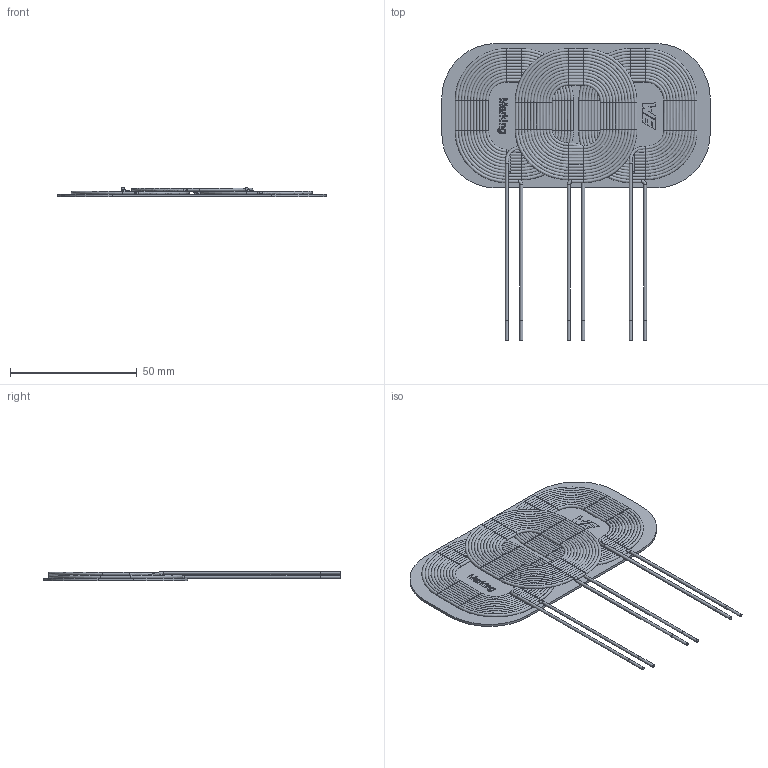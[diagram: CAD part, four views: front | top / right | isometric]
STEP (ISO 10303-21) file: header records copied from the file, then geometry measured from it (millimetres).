
FILE_DESCRIPTION(/* description */ ('Unknown'),/* implementation_level */ '2;1');
FILE_NAME(/* name */ 'L_Wurth_WE-WPCC-ARRAY_760308103149',/* time_stamp */ '2025-04-21T17:51:15+08:00',/* author */ ('Unknown'),/* organization */ ('Unknown'),/* preprocessor_version */ 'ST-DEVELOPER v19.4',/* originating_system */ 'Solid Edge',/* authorisation */ 'Unknown');
FILE_SCHEMA (('AUTOMOTIVE_DESIGN {1 0 10303 214 3 1 1}'));
Length unit declared in the file: millimetre
Products named in the file (2): L_Wurth_WE-WPCC-ARRAY_760308103149
Assembly tree (1 placements, depth 2):
  L_Wurth_WE-WPCC-ARRAY_760308103149
    L_Wurth_WE-WPCC-ARRAY_760308103149
Bounding box: 106 x 117.2 x 3.79 mm (x, y, z)
Volume: 10737 mm3; surface area: 28541.9 mm2
Topology: 4 solids, 4 shells, 447 faces, 1081 edges, 609 vertices
Faces by surface type: cylinder 157, plane 132, torus 109, bspline 49
Full cylindrical faces by diameter (mm): 1.17 x2, 1.18 x4, 1.19 x90, 1.2 x52
Entity records: 20287 total; most frequent: CARTESIAN_POINT 8614, DIRECTION 1588, ORIENTED_EDGE 1512, EDGE_LOOP 761, FACE_BOUND 761, EDGE_CURVE 756, AXIS2_PLACEMENT_3D 677, VERTEX_POINT 583
